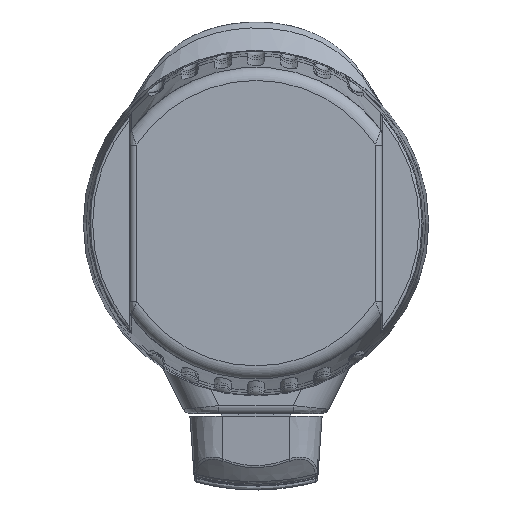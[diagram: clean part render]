
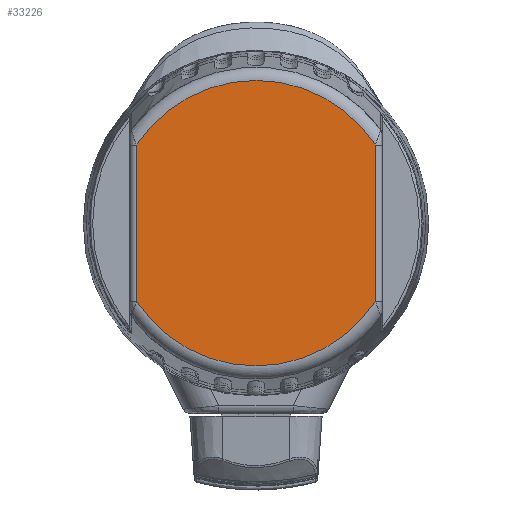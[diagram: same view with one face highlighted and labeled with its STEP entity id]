
A CAD part, front view. The second image highlights one B-rep face of the part: STEP entity #33226.
In plain terms, the highlighted planar face has unit normal (0, -1, 0).
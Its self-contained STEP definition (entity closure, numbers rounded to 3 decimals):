
#11255=DIRECTION('',(0.,0.,1.));
#11256=VECTOR('',#11255,11.78);
#11257=CARTESIAN_POINT('',(9.,-11.504,
-5.89));
#11258=LINE('',#11257,#11256);
#11259=CARTESIAN_POINT('',(0.,-11.504,0.));
#11260=DIRECTION('',(0.,1.,0.));
#11261=DIRECTION('',(0.837,0.,-0.548));
#11262=AXIS2_PLACEMENT_3D('',#11259,#11260,#11261);
#11264=DIRECTION('',(0.,0.,-1.));
#11265=VECTOR('',#11264,11.78);
#11266=CARTESIAN_POINT('',(-9.,-11.504,
5.89));
#11267=LINE('',#11266,#11265);
#11268=CARTESIAN_POINT('',(0.,-11.504,0.));
#11269=DIRECTION('',(0.,1.,0.));
#11270=DIRECTION('',(-0.837,0.,0.548));
#11271=AXIS2_PLACEMENT_3D('',#11268,#11269,#11270);
#17634=CARTESIAN_POINT('',(9.,-11.504,
-5.89));
#17635=CARTESIAN_POINT('',(9.,-11.504,
5.89));
#17636=VERTEX_POINT('',#17634);
#17637=VERTEX_POINT('',#17635);
#17642=CARTESIAN_POINT('',(-9.,-11.504,
5.89));
#17643=CARTESIAN_POINT('',(-9.,-11.504,
-5.89));
#17644=VERTEX_POINT('',#17642);
#17645=VERTEX_POINT('',#17643);
#33214=CARTESIAN_POINT('',(0.,-11.504,0.));
#33215=DIRECTION('',(0.,1.,0.));
#33216=DIRECTION('',(1.,0.,0.));
#33217=AXIS2_PLACEMENT_3D('',#33214,#33215,#33216);
#33218=PLANE('',#33217);
#33219=ORIENTED_EDGE('',*,*,#33051,.F.);
#33220=ORIENTED_EDGE('',*,*,#32983,.T.);
#33222=ORIENTED_EDGE('',*,*,#33221,.F.);
#33223=ORIENTED_EDGE('',*,*,#33206,.T.);
#33224=EDGE_LOOP('',(#33219,#33220,#33222,#33223));
#33225=FACE_OUTER_BOUND('',#33224,.F.);
#33226=ADVANCED_FACE('',(#33225),#33218,.F.);
#11263=CIRCLE('',#11262,10.756);
#11272=CIRCLE('',#11271,10.756);
#32983=EDGE_CURVE('',#17636,#17645,#11263,.T.);
#33051=EDGE_CURVE('',#17636,#17637,#11258,.T.);
#33206=EDGE_CURVE('',#17644,#17637,#11272,.T.);
#33221=EDGE_CURVE('',#17644,#17645,#11267,.T.);
